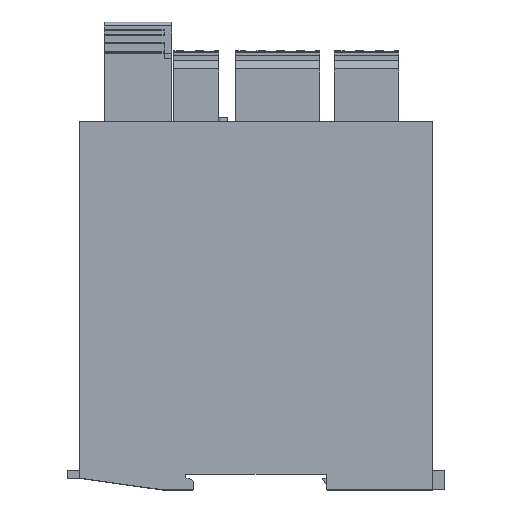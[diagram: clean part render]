
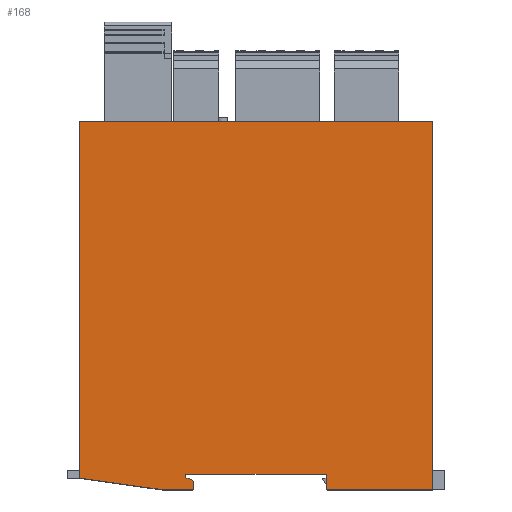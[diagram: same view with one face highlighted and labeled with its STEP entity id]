
A CAD part, top view. The second image highlights one B-rep face of the part: STEP entity #168.
In plain terms, the highlighted planar face has unit normal (0, 0, 1).
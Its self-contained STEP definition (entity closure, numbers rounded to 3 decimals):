
#168 = ADVANCED_FACE( '', ( #601 ), #602, .T. );
#601 = FACE_OUTER_BOUND( '', #1290, .T. );
#602 = PLANE( '', #1291 );
#1290 = EDGE_LOOP( '', ( #2628, #2629, #2630, #2631, #2632, #2633, #2634, #2635, #2636, #2637, #2638, #2639, #2640, #2641, #2642, #2643, #2644 ) );
#1291 = AXIS2_PLACEMENT_3D( '', #2645, #2646, #2647 );
#2628 = ORIENTED_EDGE( '', *, *, #4892, .T. );
#2629 = ORIENTED_EDGE( '', *, *, #4893, .T. );
#2630 = ORIENTED_EDGE( '', *, *, #4894, .T. );
#2631 = ORIENTED_EDGE( '', *, *, #4895, .T. );
#2632 = ORIENTED_EDGE( '', *, *, #4896, .T. );
#2633 = ORIENTED_EDGE( '', *, *, #4897, .T. );
#2634 = ORIENTED_EDGE( '', *, *, #4898, .T. );
#2635 = ORIENTED_EDGE( '', *, *, #4899, .T. );
#2636 = ORIENTED_EDGE( '', *, *, #4900, .T. );
#2637 = ORIENTED_EDGE( '', *, *, #4901, .F. );
#2638 = ORIENTED_EDGE( '', *, *, #4902, .T. );
#2639 = ORIENTED_EDGE( '', *, *, #4903, .F. );
#2640 = ORIENTED_EDGE( '', *, *, #4904, .T. );
#2641 = ORIENTED_EDGE( '', *, *, #4905, .T. );
#2642 = ORIENTED_EDGE( '', *, *, #4906, .T. );
#2643 = ORIENTED_EDGE( '', *, *, #4907, .T. );
#2644 = ORIENTED_EDGE( '', *, *, #4908, .T. );
#2645 = CARTESIAN_POINT( '', ( -44.8, -0.875, 45. ) );
#2646 = DIRECTION( '', ( 0., 0., 1. ) );
#2647 = DIRECTION( '', ( 1., 0., 0. ) );
#4892 = EDGE_CURVE( '', #6046, #6047, #6048, .T. );
#4893 = EDGE_CURVE( '', #6047, #6049, #6050, .T. );
#4894 = EDGE_CURVE( '', #6049, #6051, #6052, .T. );
#4895 = EDGE_CURVE( '', #6051, #6053, #6054, .T. );
#4896 = EDGE_CURVE( '', #6053, #6055, #6056, .T. );
#4897 = EDGE_CURVE( '', #6055, #6057, #6058, .T. );
#4898 = EDGE_CURVE( '', #6057, #6059, #6060, .T. );
#4899 = EDGE_CURVE( '', #6059, #6061, #6062, .T. );
#4900 = EDGE_CURVE( '', #6061, #6063, #6064, .T. );
#4901 = EDGE_CURVE( '', #6065, #6063, #6066, .T. );
#4902 = EDGE_CURVE( '', #6065, #6067, #6068, .T. );
#4903 = EDGE_CURVE( '', #6069, #6067, #6070, .T. );
#4904 = EDGE_CURVE( '', #6069, #6071, #6072, .T. );
#4905 = EDGE_CURVE( '', #6071, #6073, #6074, .T. );
#4906 = EDGE_CURVE( '', #6073, #6075, #6076, .T. );
#4907 = EDGE_CURVE( '', #6075, #6077, #6078, .T. );
#4908 = EDGE_CURVE( '', #6077, #6046, #6079, .T. );
#6046 = VERTEX_POINT( '', #7834 );
#6047 = VERTEX_POINT( '', #7835 );
#6048 = LINE( '', #7836, #7837 );
#6049 = VERTEX_POINT( '', #7838 );
#6050 = CIRCLE( '', #7839, 0.2 );
#6051 = VERTEX_POINT( '', #7840 );
#6052 = LINE( '', #7841, #7842 );
#6053 = VERTEX_POINT( '', #7843 );
#6054 = LINE( '', #7844, #7845 );
#6055 = VERTEX_POINT( '', #7846 );
#6056 = CIRCLE( '', #7847, 0.2 );
#6057 = VERTEX_POINT( '', #7848 );
#6058 = LINE( '', #7849, #7850 );
#6059 = VERTEX_POINT( '', #7851 );
#6060 = CIRCLE( '', #7852, 1. );
#6061 = VERTEX_POINT( '', #7853 );
#6062 = LINE( '', #7854, #7855 );
#6063 = VERTEX_POINT( '', #7856 );
#6064 = LINE( '', #7857, #7858 );
#6065 = VERTEX_POINT( '', #7859 );
#6066 = CIRCLE( '', #7860, 0.2 );
#6067 = VERTEX_POINT( '', #7861 );
#6068 = LINE( '', #7862, #7863 );
#6069 = VERTEX_POINT( '', #7864 );
#6070 = CIRCLE( '', #7865, 0.2 );
#6071 = VERTEX_POINT( '', #7866 );
#6072 = LINE( '', #7867, #7868 );
#6073 = VERTEX_POINT( '', #7869 );
#6074 = CIRCLE( '', #7870, 0.2 );
#6075 = VERTEX_POINT( '', #7871 );
#6076 = LINE( '', #7872, #7873 );
#6077 = VERTEX_POINT( '', #7874 );
#6078 = LINE( '', #7875, #7876 );
#6079 = LINE( '', #7877, #7878 );
#7834 = CARTESIAN_POINT( '', ( -45., 90., 45. ) );
#7835 = CARTESIAN_POINT( '', ( -45., -0.875, 45. ) );
#7836 = CARTESIAN_POINT( '', ( -45., 90., 45. ) );
#7837 = VECTOR( '', #9534, 1000. );
#7838 = CARTESIAN_POINT( '', ( -44.828, -1.073, 45. ) );
#7839 = AXIS2_PLACEMENT_3D( '', #9535, #9536, #9537 );
#7840 = CARTESIAN_POINT( '', ( -24., -4., 45. ) );
#7841 = CARTESIAN_POINT( '', ( -44.828, -1.073, 45. ) );
#7842 = VECTOR( '', #9538, 1000. );
#7843 = CARTESIAN_POINT( '', ( -16.15, -4., 45. ) );
#7844 = CARTESIAN_POINT( '', ( -24., -4., 45. ) );
#7845 = VECTOR( '', #9539, 1000. );
#7846 = CARTESIAN_POINT( '', ( -15.95, -3.8, 45. ) );
#7847 = AXIS2_PLACEMENT_3D( '', #9540, #9541, #9542 );
#7848 = CARTESIAN_POINT( '', ( -15.95, -2.303, 45. ) );
#7849 = CARTESIAN_POINT( '', ( -15.95, -3.8, 45. ) );
#7850 = VECTOR( '', #9543, 1000. );
#7851 = CARTESIAN_POINT( '', ( -16.691, -1.337, 45. ) );
#7852 = AXIS2_PLACEMENT_3D( '', #9544, #9545, #9546 );
#7853 = CARTESIAN_POINT( '', ( -17.95, -1., 45. ) );
#7854 = CARTESIAN_POINT( '', ( -16.691, -1.337, 45. ) );
#7855 = VECTOR( '', #9547, 1000. );
#7856 = CARTESIAN_POINT( '', ( -17.95, -0.2, 45. ) );
#7857 = CARTESIAN_POINT( '', ( -17.95, -1., 45. ) );
#7858 = VECTOR( '', #9548, 1000. );
#7859 = CARTESIAN_POINT( '', ( -17.75, 0., 45. ) );
#7860 = AXIS2_PLACEMENT_3D( '', #9549, #9550, #9551 );
#7861 = CARTESIAN_POINT( '', ( 17.75, 0., 45. ) );
#7862 = CARTESIAN_POINT( '', ( -17.75, 0., 45. ) );
#7863 = VECTOR( '', #9552, 1000. );
#7864 = CARTESIAN_POINT( '', ( 17.95, -0.2, 45. ) );
#7865 = AXIS2_PLACEMENT_3D( '', #9553, #9554, #9555 );
#7866 = CARTESIAN_POINT( '', ( 17.95, -3.8, 45. ) );
#7867 = CARTESIAN_POINT( '', ( 17.95, -0.2, 45. ) );
#7868 = VECTOR( '', #9556, 1000. );
#7869 = CARTESIAN_POINT( '', ( 18.15, -4., 45. ) );
#7870 = AXIS2_PLACEMENT_3D( '', #9557, #9558, #9559 );
#7871 = CARTESIAN_POINT( '', ( 45., -4., 45. ) );
#7872 = CARTESIAN_POINT( '', ( 18.15, -4., 45. ) );
#7873 = VECTOR( '', #9560, 1000. );
#7874 = CARTESIAN_POINT( '', ( 45., 90., 45. ) );
#7875 = CARTESIAN_POINT( '', ( 45., -4., 45. ) );
#7876 = VECTOR( '', #9561, 1000. );
#7877 = CARTESIAN_POINT( '', ( 45., 90., 45. ) );
#7878 = VECTOR( '', #9562, 1000. );
#9534 = DIRECTION( '', ( 0., -1., 0. ) );
#9535 = CARTESIAN_POINT( '', ( -44.8, -0.875, 45. ) );
#9536 = DIRECTION( '', ( 0., 0., 1. ) );
#9537 = DIRECTION( '', ( 1., 0., 0. ) );
#9538 = DIRECTION( '', ( 0.99, -0.139, 0. ) );
#9539 = DIRECTION( '', ( 1., 0., 0. ) );
#9540 = CARTESIAN_POINT( '', ( -16.15, -3.8, 45. ) );
#9541 = DIRECTION( '', ( 0., 0., 1. ) );
#9542 = DIRECTION( '', ( 1., 0., 0. ) );
#9543 = DIRECTION( '', ( 0., 1., 0. ) );
#9544 = CARTESIAN_POINT( '', ( -16.95, -2.303, 45. ) );
#9545 = DIRECTION( '', ( 0., 0., 1. ) );
#9546 = DIRECTION( '', ( 1., 0., 0. ) );
#9547 = DIRECTION( '', ( -0.966, 0.259, 0. ) );
#9548 = DIRECTION( '', ( 0., 1., 0. ) );
#9549 = CARTESIAN_POINT( '', ( -17.75, -0.2, 45. ) );
#9550 = DIRECTION( '', ( 0., 0., 1. ) );
#9551 = DIRECTION( '', ( 1., 0., 0. ) );
#9552 = DIRECTION( '', ( 1., 0., 0. ) );
#9553 = CARTESIAN_POINT( '', ( 17.75, -0.2, 45. ) );
#9554 = DIRECTION( '', ( 0., 0., 1. ) );
#9555 = DIRECTION( '', ( 1., 0., 0. ) );
#9556 = DIRECTION( '', ( 0., -1., 0. ) );
#9557 = CARTESIAN_POINT( '', ( 18.15, -3.8, 45. ) );
#9558 = DIRECTION( '', ( 0., 0., 1. ) );
#9559 = DIRECTION( '', ( 1., 0., 0. ) );
#9560 = DIRECTION( '', ( 1., 0., 0. ) );
#9561 = DIRECTION( '', ( 0., 1., 0. ) );
#9562 = DIRECTION( '', ( -1., 0., 0. ) );
